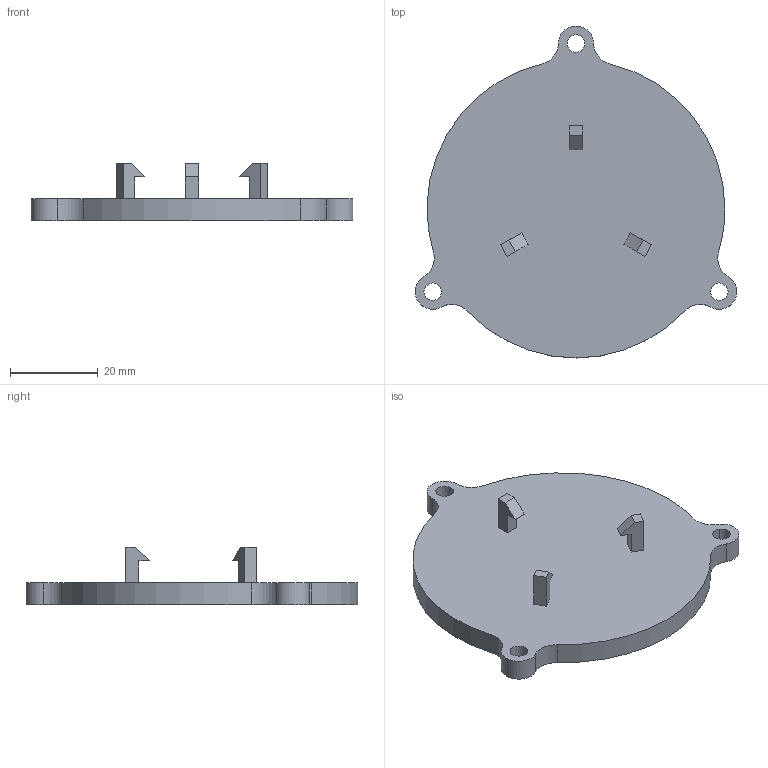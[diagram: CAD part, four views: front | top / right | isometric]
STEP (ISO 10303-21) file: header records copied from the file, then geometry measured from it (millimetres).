
FILE_DESCRIPTION(('CATIA V5 STEP Exchange'),'2;1');
FILE_NAME('Solar_Flap_Fixture_Cap.stp','2022-05-03T19:00:05+00:00',('none'),('none'),'CATIA Version 5-6 Release 2017','CATIA V5 STEP AP203','none');
FILE_SCHEMA(('CONFIG_CONTROL_DESIGN'));
Length unit declared in the file: millimetre
Products named in the file (1): screw on cap
Bounding box: 73.41 x 75.76 x 13.04 mm (x, y, z)
Volume: 19148.3 mm3; surface area: 9299.3 mm2
Topology: 1 solids, 1 shells, 41 faces, 110 edges, 74 vertices
Faces by surface type: plane 23, cylinder 18
Entity records: 1268 total; most frequent: ORIENTED_EDGE 220, CARTESIAN_POINT 217, DIRECTION 174, EDGE_CURVE 110, VERTEX_POINT 74, VECTOR 72, LINE 72, AXIS2_PLACEMENT_3D 71
